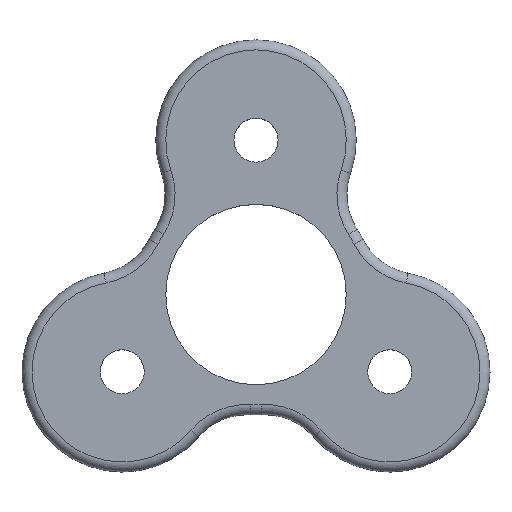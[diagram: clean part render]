
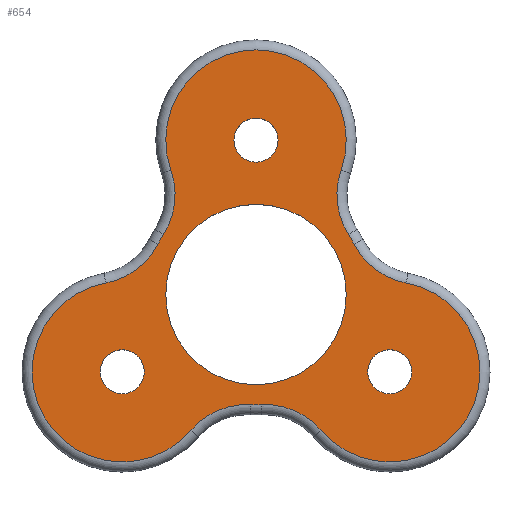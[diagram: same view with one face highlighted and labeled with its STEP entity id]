
A CAD part, top view. The second image highlights one B-rep face of the part: STEP entity #654.
In plain terms, the highlighted planar face has unit normal (0, 0, 1).
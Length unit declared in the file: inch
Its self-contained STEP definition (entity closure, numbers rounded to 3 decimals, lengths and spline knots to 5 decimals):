
#86=PLANE('',#777);
#95=FACE_BOUND('',#189,.T.);
#96=FACE_BOUND('',#190,.T.);
#97=FACE_BOUND('',#191,.T.);
#98=FACE_BOUND('',#192,.T.);
#137=FACE_OUTER_BOUND('',#188,.T.);
#188=EDGE_LOOP('',(#562,#563,#564,#565,#566,#567,#568,#569,#570,#571,#572,
#573));
#189=EDGE_LOOP('',(#574));
#190=EDGE_LOOP('',(#575));
#191=EDGE_LOOP('',(#576));
#192=EDGE_LOOP('',(#577));
#210=CIRCLE('',#681,0.17717);
#244=CIRCLE('',#728,0.17717);
#246=CIRCLE('',#731,0.14469);
#249=CIRCLE('',#735,0.21654);
#252=CIRCLE('',#739,0.14469);
#255=CIRCLE('',#743,0.17717);
#258=CIRCLE('',#747,0.14469);
#261=CIRCLE('',#751,0.21654);
#264=CIRCLE('',#755,0.14469);
#267=CIRCLE('',#759,0.17717);
#270=CIRCLE('',#763,0.14469);
#273=CIRCLE('',#767,0.21654);
#276=CIRCLE('',#771,0.14469);
#277=CIRCLE('',#778,0.04331);
#278=CIRCLE('',#779,0.04331);
#279=CIRCLE('',#780,0.04331);
#285=VERTEX_POINT('',#1055);
#313=VERTEX_POINT('',#1175);
#316=VERTEX_POINT('',#1180);
#318=VERTEX_POINT('',#1185);
#320=VERTEX_POINT('',#1191);
#322=VERTEX_POINT('',#1197);
#324=VERTEX_POINT('',#1203);
#326=VERTEX_POINT('',#1209);
#328=VERTEX_POINT('',#1215);
#330=VERTEX_POINT('',#1221);
#332=VERTEX_POINT('',#1227);
#334=VERTEX_POINT('',#1233);
#336=VERTEX_POINT('',#1239);
#337=VERTEX_POINT('',#1259);
#338=VERTEX_POINT('',#1261);
#339=VERTEX_POINT('',#1263);
#345=EDGE_CURVE('',#285,#285,#210,.T.);
#385=EDGE_CURVE('',#316,#313,#244,.T.);
#387=EDGE_CURVE('',#318,#316,#246,.T.);
#390=EDGE_CURVE('',#320,#318,#249,.T.);
#393=EDGE_CURVE('',#322,#320,#252,.T.);
#396=EDGE_CURVE('',#324,#322,#255,.T.);
#399=EDGE_CURVE('',#326,#324,#258,.T.);
#402=EDGE_CURVE('',#328,#326,#261,.T.);
#405=EDGE_CURVE('',#330,#328,#264,.T.);
#408=EDGE_CURVE('',#332,#330,#267,.T.);
#411=EDGE_CURVE('',#334,#332,#270,.T.);
#414=EDGE_CURVE('',#336,#334,#273,.T.);
#417=EDGE_CURVE('',#313,#336,#276,.T.);
#425=EDGE_CURVE('',#337,#337,#277,.T.);
#426=EDGE_CURVE('',#338,#338,#278,.T.);
#427=EDGE_CURVE('',#339,#339,#279,.T.);
#562=ORIENTED_EDGE('',*,*,#385,.F.);
#563=ORIENTED_EDGE('',*,*,#387,.F.);
#564=ORIENTED_EDGE('',*,*,#390,.F.);
#565=ORIENTED_EDGE('',*,*,#393,.F.);
#566=ORIENTED_EDGE('',*,*,#396,.F.);
#567=ORIENTED_EDGE('',*,*,#399,.F.);
#568=ORIENTED_EDGE('',*,*,#402,.F.);
#569=ORIENTED_EDGE('',*,*,#405,.F.);
#570=ORIENTED_EDGE('',*,*,#408,.F.);
#571=ORIENTED_EDGE('',*,*,#411,.F.);
#572=ORIENTED_EDGE('',*,*,#414,.F.);
#573=ORIENTED_EDGE('',*,*,#417,.F.);
#574=ORIENTED_EDGE('',*,*,#425,.T.);
#575=ORIENTED_EDGE('',*,*,#426,.T.);
#576=ORIENTED_EDGE('',*,*,#427,.T.);
#577=ORIENTED_EDGE('',*,*,#345,.T.);
#654=ADVANCED_FACE('',(#137,#95,#96,#97,#98),#86,.T.);
#681=AXIS2_PLACEMENT_3D('',#1056,#811,#812);
#728=AXIS2_PLACEMENT_3D('',#1182,#905,#906);
#731=AXIS2_PLACEMENT_3D('',#1187,#911,#912);
#735=AXIS2_PLACEMENT_3D('',#1193,#919,#920);
#739=AXIS2_PLACEMENT_3D('',#1199,#927,#928);
#743=AXIS2_PLACEMENT_3D('',#1205,#935,#936);
#747=AXIS2_PLACEMENT_3D('',#1211,#943,#944);
#751=AXIS2_PLACEMENT_3D('',#1217,#951,#952);
#755=AXIS2_PLACEMENT_3D('',#1223,#959,#960);
#759=AXIS2_PLACEMENT_3D('',#1229,#967,#968);
#763=AXIS2_PLACEMENT_3D('',#1235,#975,#976);
#767=AXIS2_PLACEMENT_3D('',#1241,#983,#984);
#771=AXIS2_PLACEMENT_3D('',#1245,#991,#992);
#777=AXIS2_PLACEMENT_3D('',#1258,#1010,#1011);
#778=AXIS2_PLACEMENT_3D('',#1260,#1012,#1013);
#779=AXIS2_PLACEMENT_3D('',#1262,#1014,#1015);
#780=AXIS2_PLACEMENT_3D('',#1264,#1016,#1017);
#811=DIRECTION('center_axis',(0.,0.,-1.));
#812=DIRECTION('ref_axis',(-1.,0.,0.));
#905=DIRECTION('center_axis',(0.,0.,-1.));
#906=DIRECTION('ref_axis',(0.,1.,0.));
#911=DIRECTION('center_axis',(0.,0.,1.));
#912=DIRECTION('ref_axis',(0.993,-0.117,0.));
#919=DIRECTION('center_axis',(0.,0.,-1.));
#920=DIRECTION('ref_axis',(-0.866,0.5,0.));
#927=DIRECTION('center_axis',(0.,0.,1.));
#928=DIRECTION('ref_axis',(0.598,-0.802,0.));
#935=DIRECTION('center_axis',(0.,0.,-1.));
#936=DIRECTION('ref_axis',(-0.866,-0.5,0.));
#943=DIRECTION('center_axis',(0.,0.,1.));
#944=DIRECTION('ref_axis',(-0.396,0.918,0.));
#951=DIRECTION('center_axis',(0.,0.,-1.));
#952=DIRECTION('ref_axis',(0.,-1.,0.));
#959=DIRECTION('center_axis',(0.,0.,1.));
#960=DIRECTION('ref_axis',(0.396,0.918,0.));
#967=DIRECTION('center_axis',(0.,0.,-1.));
#968=DIRECTION('ref_axis',(0.866,-0.5,0.));
#975=DIRECTION('center_axis',(0.,0.,1.));
#976=DIRECTION('ref_axis',(-0.598,-0.802,0.));
#983=DIRECTION('center_axis',(0.,0.,-1.));
#984=DIRECTION('ref_axis',(0.866,0.5,0.));
#991=DIRECTION('center_axis',(0.,0.,1.));
#992=DIRECTION('ref_axis',(-0.993,-0.117,0.));
#1010=DIRECTION('center_axis',(0.,0.,1.));
#1011=DIRECTION('ref_axis',(1.,0.,0.));
#1012=DIRECTION('center_axis',(0.,0.,-1.));
#1013=DIRECTION('ref_axis',(0.5,-0.866,0.));
#1014=DIRECTION('center_axis',(0.,0.,-1.));
#1015=DIRECTION('ref_axis',(-1.,0.,0.));
#1016=DIRECTION('center_axis',(0.,0.,-1.));
#1017=DIRECTION('ref_axis',(0.5,0.866,0.));
#1055=CARTESIAN_POINT('',(0.17717,0.,0.15748));
#1056=CARTESIAN_POINT('Origin',(0.,0.,0.15748));
#1175=CARTESIAN_POINT('',(0.16705,0.24413,0.15748));
#1180=CARTESIAN_POINT('',(-0.16705,0.24413,0.15748));
#1182=CARTESIAN_POINT('Origin',(0.,0.30315,0.15748));
#1185=CARTESIAN_POINT('',(-0.18191,0.11745,0.15748));
#1187=CARTESIAN_POINT('Origin',(-0.30347,0.19593,0.15748));
#1191=CARTESIAN_POINT('',(-0.19267,0.09882,0.15748));
#1193=CARTESIAN_POINT('Origin',(0.,0.,0.15748));
#1197=CARTESIAN_POINT('',(-0.29495,0.0226,0.15748));
#1199=CARTESIAN_POINT('Origin',(-0.32141,0.16484,0.15748));
#1203=CARTESIAN_POINT('',(-0.1279,-0.26673,0.15748));
#1205=CARTESIAN_POINT('Origin',(-0.26254,-0.15157,0.15748));
#1209=CARTESIAN_POINT('',(-0.01076,-0.21627,0.15748));
#1211=CARTESIAN_POINT('Origin',(-0.01795,-0.36077,
0.15748));
#1215=CARTESIAN_POINT('',(0.01076,-0.21627,0.15748));
#1217=CARTESIAN_POINT('Origin',(0.,0.,0.15748));
#1221=CARTESIAN_POINT('',(0.1279,-0.26673,0.15748));
#1223=CARTESIAN_POINT('Origin',(0.01795,-0.36077,0.15748));
#1227=CARTESIAN_POINT('',(0.29495,0.0226,0.15748));
#1229=CARTESIAN_POINT('Origin',(0.26254,-0.15157,0.15748));
#1233=CARTESIAN_POINT('',(0.19267,0.09882,0.15748));
#1235=CARTESIAN_POINT('Origin',(0.32141,0.16484,0.15748));
#1239=CARTESIAN_POINT('',(0.18191,0.11745,0.15748));
#1241=CARTESIAN_POINT('Origin',(0.,0.,0.15748));
#1245=CARTESIAN_POINT('Origin',(0.30347,0.19593,0.15748));
#1258=CARTESIAN_POINT('Origin',(0.,0.3291,
0.15748));
#1259=CARTESIAN_POINT('',(-0.28419,-0.11407,0.15748));
#1260=CARTESIAN_POINT('Origin',(-0.26254,-0.15157,0.15748));
#1261=CARTESIAN_POINT('',(0.04331,0.30315,0.15748));
#1262=CARTESIAN_POINT('Origin',(0.,0.30315,0.15748));
#1263=CARTESIAN_POINT('',(0.24088,-0.18908,0.15748));
#1264=CARTESIAN_POINT('Origin',(0.26254,-0.15157,0.15748));
